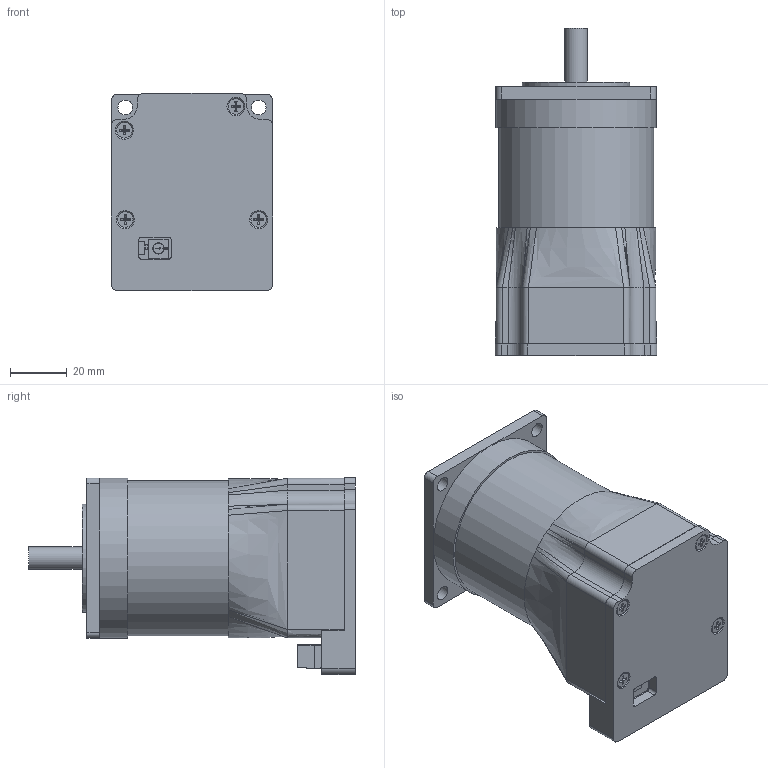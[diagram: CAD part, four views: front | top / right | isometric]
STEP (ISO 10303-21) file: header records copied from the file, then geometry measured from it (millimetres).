
FILE_DESCRIPTION((''),'2;1');
FILE_NAME('零件2.stp','2016-07-19T10:14:58',('Administrator'),(''),'Autodesk Inventor 2013','Autodesk Inventor 2013','');
FILE_SCHEMA(('AUTOMOTIVE_DESIGN { 1 0 10303 214 1 1 1 1 }'));
Length unit declared in the file: millimetre
Products named in the file (1): 零件2
Bounding box: 57 x 115.5 x 69.6 mm (x, y, z)
Surface area: 67459.8 mm2 (no closed solid volume)
Topology: 0 solids, 17 shells, 1478 faces, 3739 edges, 2436 vertices
Faces by surface type: plane 1154, cylinder 214, cone 54, bspline 36, torus 17, sphere 3
Full cylindrical faces by diameter (mm): 0.457 x2, 1.2 x12, 1.6 x10, 2 x2, 2.5 x3, 2.675 x4, 3 x14, 3.2 x3, 3.4 x4, 3.779 x1, 4 x1, 5.2 x4, 5.5 x7, 6 x2, 8 x1, 11 x1, 12 x3, 13 x1, 15 x1, 22 x1, 26 x1, 38.1 x1, 53.6 x1, 55 x3, 56.6 x1
Entity records: 45831 total; most frequent: CARTESIAN_POINT 9149, ORIENTED_EDGE 7182, DIRECTION 6958, EDGE_CURVE 3591, VECTOR 2826, LINE 2826, VERTEX_POINT 2368, AXIS2_PLACEMENT_3D 2066
